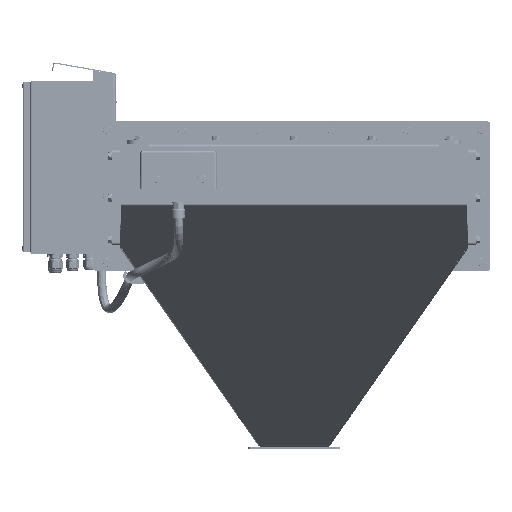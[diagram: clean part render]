
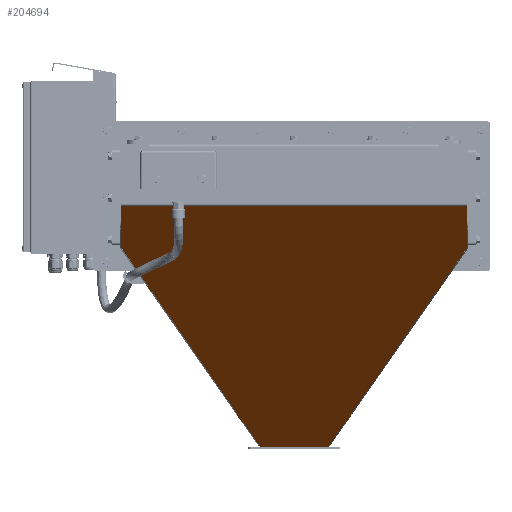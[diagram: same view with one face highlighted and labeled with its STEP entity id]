
A CAD part, front view. The second image highlights one B-rep face of the part: STEP entity #204694.
In plain terms, the highlighted planar face has unit normal (0, -0.606, -0.795).
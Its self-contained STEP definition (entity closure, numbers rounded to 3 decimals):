
#21228=LINE('',#336195,#36609);
#22050=LINE('',#340797,#37431);
#22358=LINE('',#341544,#37739);
#22359=LINE('',#341546,#37740);
#22360=LINE('',#341548,#37741);
#22361=LINE('',#341550,#37742);
#22362=LINE('',#341552,#37743);
#22363=LINE('',#341554,#37744);
#22364=LINE('',#341556,#37745);
#22365=LINE('',#341558,#37746);
#22366=LINE('',#341560,#37747);
#22367=LINE('',#341562,#37748);
#22368=LINE('',#341564,#37749);
#22369=LINE('',#341566,#37750);
#22370=LINE('',#341568,#37751);
#22371=LINE('',#341570,#37752);
#22372=LINE('',#341572,#37753);
#22373=LINE('',#341574,#37754);
#22374=LINE('',#341576,#37755);
#22375=LINE('',#341578,#37756);
#22376=LINE('',#341580,#37757);
#22377=LINE('',#341582,#37758);
#36609=VECTOR('',#269908,10.);
#37431=VECTOR('',#273648,10.);
#37739=VECTOR('',#274274,10.);
#37740=VECTOR('',#274275,10.);
#37741=VECTOR('',#274276,10.);
#37742=VECTOR('',#274277,10.);
#37743=VECTOR('',#274278,10.);
#37744=VECTOR('',#274279,10.);
#37745=VECTOR('',#274280,10.);
#37746=VECTOR('',#274281,10.);
#37747=VECTOR('',#274282,10.);
#37748=VECTOR('',#274283,10.);
#37749=VECTOR('',#274284,10.);
#37750=VECTOR('',#274285,10.);
#37751=VECTOR('',#274286,10.);
#37752=VECTOR('',#274287,10.);
#37753=VECTOR('',#274288,10.);
#37754=VECTOR('',#274289,10.);
#37755=VECTOR('',#274290,10.);
#37756=VECTOR('',#274291,10.);
#37757=VECTOR('',#274292,10.);
#37758=VECTOR('',#274295,10.);
#49343=FACE_OUTER_BOUND('',#62749,.T.);
#62749=EDGE_LOOP('',(#163586,#163587,#163588,#163589,#163590,#163591,#163592,
#163593,#163594,#163595,#163596,#163597,#163598,#163599,#163600,#163601,
#163602,#163603,#163604,#163605,#163606,#163607,#163608,#163609));
#73864=CIRCLE('',#223987,6.);
#73865=CIRCLE('',#223988,6.);
#88914=VERTEX_POINT('',#336192);
#88915=VERTEX_POINT('',#336194);
#90113=VERTEX_POINT('',#340794);
#90114=VERTEX_POINT('',#340796);
#90369=VERTEX_POINT('',#341541);
#90370=VERTEX_POINT('',#341543);
#90371=VERTEX_POINT('',#341545);
#90372=VERTEX_POINT('',#341547);
#90373=VERTEX_POINT('',#341549);
#90374=VERTEX_POINT('',#341551);
#90375=VERTEX_POINT('',#341553);
#90376=VERTEX_POINT('',#341555);
#90377=VERTEX_POINT('',#341557);
#90378=VERTEX_POINT('',#341559);
#90379=VERTEX_POINT('',#341561);
#90380=VERTEX_POINT('',#341563);
#90381=VERTEX_POINT('',#341565);
#90382=VERTEX_POINT('',#341567);
#90383=VERTEX_POINT('',#341569);
#90384=VERTEX_POINT('',#341571);
#90385=VERTEX_POINT('',#341573);
#90386=VERTEX_POINT('',#341575);
#90387=VERTEX_POINT('',#341577);
#90388=VERTEX_POINT('',#341579);
#113276=EDGE_CURVE('',#88915,#88914,#21228,.T.);
#115102=EDGE_CURVE('',#90113,#90114,#22050,.T.);
#115471=EDGE_CURVE('',#90369,#88914,#73864,.T.);
#115472=EDGE_CURVE('',#90369,#90370,#22358,.T.);
#115473=EDGE_CURVE('',#90371,#90370,#22359,.T.);
#115474=EDGE_CURVE('',#90372,#90371,#22360,.T.);
#115475=EDGE_CURVE('',#90373,#90372,#22361,.T.);
#115476=EDGE_CURVE('',#90373,#90374,#22362,.T.);
#115477=EDGE_CURVE('',#90374,#90375,#22363,.T.);
#115478=EDGE_CURVE('',#90375,#90376,#22364,.T.);
#115479=EDGE_CURVE('',#90376,#90377,#22365,.T.);
#115480=EDGE_CURVE('',#90377,#90378,#22366,.T.);
#115481=EDGE_CURVE('',#90379,#90378,#22367,.T.);
#115482=EDGE_CURVE('',#90379,#90380,#22368,.T.);
#115483=EDGE_CURVE('',#90381,#90380,#22369,.T.);
#115484=EDGE_CURVE('',#90382,#90381,#22370,.T.);
#115485=EDGE_CURVE('',#90383,#90382,#22371,.T.);
#115486=EDGE_CURVE('',#90383,#90384,#22372,.T.);
#115487=EDGE_CURVE('',#90384,#90385,#22373,.T.);
#115488=EDGE_CURVE('',#90385,#90386,#22374,.T.);
#115489=EDGE_CURVE('',#90386,#90387,#22375,.T.);
#115490=EDGE_CURVE('',#90387,#90388,#22376,.T.);
#115491=EDGE_CURVE('',#90114,#90388,#73865,.T.);
#115492=EDGE_CURVE('',#90113,#88915,#22377,.T.);
#163586=ORIENTED_EDGE('',*,*,#115471,.F.);
#163587=ORIENTED_EDGE('',*,*,#115472,.T.);
#163588=ORIENTED_EDGE('',*,*,#115473,.F.);
#163589=ORIENTED_EDGE('',*,*,#115474,.F.);
#163590=ORIENTED_EDGE('',*,*,#115475,.F.);
#163591=ORIENTED_EDGE('',*,*,#115476,.T.);
#163592=ORIENTED_EDGE('',*,*,#115477,.T.);
#163593=ORIENTED_EDGE('',*,*,#115478,.T.);
#163594=ORIENTED_EDGE('',*,*,#115479,.T.);
#163595=ORIENTED_EDGE('',*,*,#115480,.T.);
#163596=ORIENTED_EDGE('',*,*,#115481,.F.);
#163597=ORIENTED_EDGE('',*,*,#115482,.T.);
#163598=ORIENTED_EDGE('',*,*,#115483,.F.);
#163599=ORIENTED_EDGE('',*,*,#115484,.F.);
#163600=ORIENTED_EDGE('',*,*,#115485,.F.);
#163601=ORIENTED_EDGE('',*,*,#115486,.T.);
#163602=ORIENTED_EDGE('',*,*,#115487,.T.);
#163603=ORIENTED_EDGE('',*,*,#115488,.T.);
#163604=ORIENTED_EDGE('',*,*,#115489,.T.);
#163605=ORIENTED_EDGE('',*,*,#115490,.T.);
#163606=ORIENTED_EDGE('',*,*,#115491,.F.);
#163607=ORIENTED_EDGE('',*,*,#115102,.F.);
#163608=ORIENTED_EDGE('',*,*,#115492,.T.);
#163609=ORIENTED_EDGE('',*,*,#113276,.T.);
#182724=PLANE('',#223986);
#204694=ADVANCED_FACE('',(#49343),#182724,.F.);
#223986=AXIS2_PLACEMENT_3D('',#341540,#274270,#274271);
#223987=AXIS2_PLACEMENT_3D('',#341542,#274272,#274273);
#223988=AXIS2_PLACEMENT_3D('',#341581,#274293,#274294);
#269908=DIRECTION('',(0.,0.795,-0.606));
#273648=DIRECTION('',(0.,0.795,-0.606));
#274270=DIRECTION('center_axis',(0.,0.606,
0.795));
#274271=DIRECTION('ref_axis',(1.,0.,0.));
#274272=DIRECTION('center_axis',(0.,0.606,
0.795));
#274273=DIRECTION('ref_axis',(-0.98,0.158,-0.12));
#274274=DIRECTION('',(0.389,0.733,-0.558));
#274275=DIRECTION('',(0.921,-0.31,0.236));
#274276=DIRECTION('',(-0.389,-0.733,0.558));
#274277=DIRECTION('',(-0.921,0.31,-0.236));
#274278=DIRECTION('',(0.389,0.733,-0.558));
#274279=DIRECTION('',(-0.921,0.31,-0.236));
#274280=DIRECTION('',(0.389,0.733,-0.558));
#274281=DIRECTION('',(0.921,-0.31,0.236));
#274282=DIRECTION('',(0.389,0.733,-0.558));
#274283=DIRECTION('',(-1.,0.,0.));
#274284=DIRECTION('',(0.389,-0.733,0.558));
#274285=DIRECTION('',(-0.921,-0.31,0.236));
#274286=DIRECTION('',(-0.389,0.733,-0.558));
#274287=DIRECTION('',(0.921,0.31,-0.236));
#274288=DIRECTION('',(0.389,-0.733,0.558));
#274289=DIRECTION('',(0.921,0.31,-0.236));
#274290=DIRECTION('',(0.389,-0.733,0.558));
#274291=DIRECTION('',(-0.921,-0.31,0.236));
#274292=DIRECTION('',(0.389,-0.733,0.558));
#274293=DIRECTION('center_axis',(0.,0.606,
0.795));
#274294=DIRECTION('ref_axis',(0.98,0.158,-0.12));
#274295=DIRECTION('',(-1.,0.,0.));
#336192=CARTESIAN_POINT('',(-300.,-1135.084,-177.315));
#336194=CARTESIAN_POINT('',(-300.,-1230.424,-104.691));
#336195=CARTESIAN_POINT('',(-300.,-1231.168,-104.125));
#340794=CARTESIAN_POINT('',(300.,-1230.424,-104.691));
#340796=CARTESIAN_POINT('',(300.,-1135.084,-177.315));
#340797=CARTESIAN_POINT('',(300.,-934.47,-330.129));
#341540=CARTESIAN_POINT('Origin',(0.,-1204.382,
-124.528));
#341541=CARTESIAN_POINT('',(-299.527,-1133.226,-178.73));
#341542=CARTESIAN_POINT('Origin',(-294.,-1135.084,-177.315));
#341543=CARTESIAN_POINT('',(-254.064,-1047.612,-243.945));
#341544=CARTESIAN_POINT('',(-300.,-1134.117,-178.051));
#341545=CARTESIAN_POINT('',(-255.907,-1046.992,-244.417));
#341546=CARTESIAN_POINT('',(-255.907,-1046.992,-244.417));
#341547=CARTESIAN_POINT('',(-248.124,-1032.337,-255.581));
#341548=CARTESIAN_POINT('',(-248.124,-1032.337,-255.581));
#341549=CARTESIAN_POINT('',(-246.282,-1032.956,-255.109));
#341550=CARTESIAN_POINT('',(-246.282,-1032.956,-255.109));
#341551=CARTESIAN_POINT('',(-98.413,-754.492,-467.224));
#341552=CARTESIAN_POINT('',(-300.,-1134.117,-178.051));
#341553=CARTESIAN_POINT('',(-100.255,-753.873,-467.696));
#341554=CARTESIAN_POINT('',(-98.413,-754.492,-467.224));
#341555=CARTESIAN_POINT('',(-92.473,-739.217,-478.86));
#341556=CARTESIAN_POINT('',(-100.255,-753.873,-467.696));
#341557=CARTESIAN_POINT('',(-90.63,-739.836,-478.388));
#341558=CARTESIAN_POINT('',(-92.473,-739.217,-478.86));
#341559=CARTESIAN_POINT('',(-59.5,-681.212,-523.044));
#341560=CARTESIAN_POINT('',(-300.,-1134.117,-178.051));
#341561=CARTESIAN_POINT('',(59.5,-681.212,-523.044));
#341562=CARTESIAN_POINT('',(0.,-681.212,-523.044));
#341563=CARTESIAN_POINT('',(90.63,-739.836,-478.388));
#341564=CARTESIAN_POINT('',(59.5,-681.212,-523.044));
#341565=CARTESIAN_POINT('',(92.473,-739.217,-478.86));
#341566=CARTESIAN_POINT('',(92.473,-739.217,-478.86));
#341567=CARTESIAN_POINT('',(100.255,-753.873,-467.696));
#341568=CARTESIAN_POINT('',(100.255,-753.873,-467.696));
#341569=CARTESIAN_POINT('',(98.413,-754.492,-467.224));
#341570=CARTESIAN_POINT('',(98.413,-754.492,-467.224));
#341571=CARTESIAN_POINT('',(246.282,-1032.956,-255.109));
#341572=CARTESIAN_POINT('',(59.5,-681.212,-523.044));
#341573=CARTESIAN_POINT('',(248.124,-1032.337,-255.581));
#341574=CARTESIAN_POINT('',(246.282,-1032.956,-255.109));
#341575=CARTESIAN_POINT('',(255.907,-1046.992,-244.417));
#341576=CARTESIAN_POINT('',(248.124,-1032.337,-255.581));
#341577=CARTESIAN_POINT('',(254.064,-1047.612,-243.945));
#341578=CARTESIAN_POINT('',(255.907,-1046.992,-244.417));
#341579=CARTESIAN_POINT('',(299.527,-1133.226,-178.73));
#341580=CARTESIAN_POINT('',(59.5,-681.212,-523.044));
#341581=CARTESIAN_POINT('Origin',(294.,-1135.084,-177.315));
#341582=CARTESIAN_POINT('',(150.,-1230.424,-104.691));
